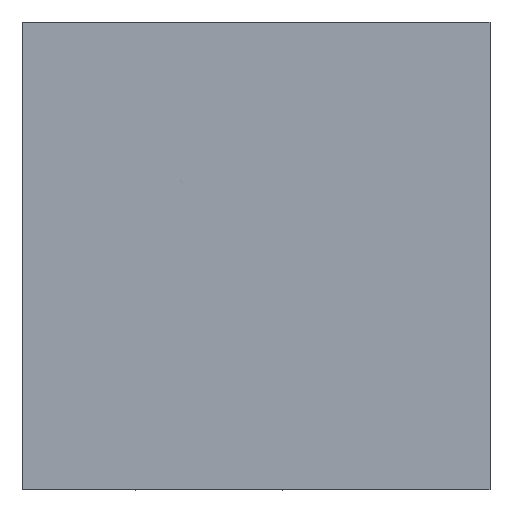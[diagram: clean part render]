
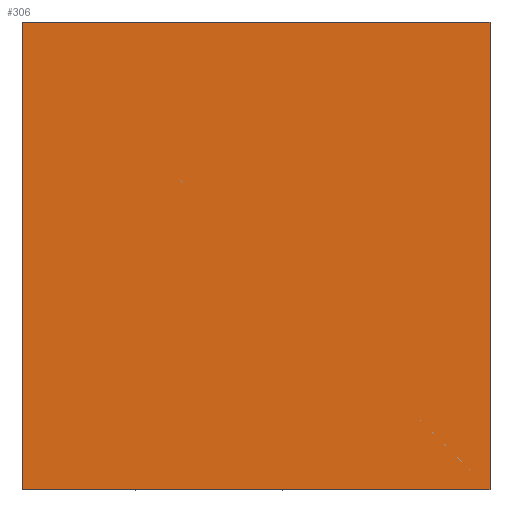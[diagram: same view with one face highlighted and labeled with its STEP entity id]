
A CAD part, front view. The second image highlights one B-rep face of the part: STEP entity #306.
In plain terms, the highlighted planar face has unit normal (0, -1, 0).
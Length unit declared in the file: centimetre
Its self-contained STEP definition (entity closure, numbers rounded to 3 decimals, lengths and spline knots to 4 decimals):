
#109=VECTOR('',#365,1.);
#111=VECTOR('',#368,1.);
#112=VECTOR('',#369,1.);
#113=VECTOR('',#370,1.);
#121=LINE('',#424,#109);
#123=LINE('',#428,#111);
#124=LINE('',#430,#112);
#125=LINE('',#432,#113);
#132=PLANE('',#326);
#146=VERTEX_POINT('',#423);
#147=VERTEX_POINT('',#425);
#148=VERTEX_POINT('',#429);
#149=VERTEX_POINT('',#431);
#179=EDGE_CURVE('',#147,#146,#121,.T.);
#181=EDGE_CURVE('',#146,#148,#123,.T.);
#182=EDGE_CURVE('',#149,#148,#124,.T.);
#183=EDGE_CURVE('',#147,#149,#125,.T.);
#208=ORIENTED_EDGE('',*,*,#181,.T.);
#209=ORIENTED_EDGE('',*,*,#182,.F.);
#210=ORIENTED_EDGE('',*,*,#183,.F.);
#211=ORIENTED_EDGE('',*,*,#179,.T.);
#250=EDGE_LOOP('',(#208,#209,#210,#211));
#280=FACE_BOUND('',#250,.T.);
#306=ADVANCED_FACE('',(#280),#132,.T.);
#326=AXIS2_PLACEMENT_3D('',#427,#367,$);
#365=DIRECTION('',(0.,0.,1.));
#367=DIRECTION('',(0.,-1.,0.));
#368=DIRECTION('',(-1.,0.,0.));
#369=DIRECTION('',(0.,0.,1.));
#370=DIRECTION('',(-1.,0.,0.));
#423=CARTESIAN_POINT('',(1.27,0.,1.27));
#424=CARTESIAN_POINT('',(1.27,0.,0.));
#425=CARTESIAN_POINT('',(1.27,0.,0.));
#427=CARTESIAN_POINT('',(0.635,0.,0.));
#428=CARTESIAN_POINT('',(1.27,0.,1.27));
#429=CARTESIAN_POINT('',(0.,0.,1.27));
#430=CARTESIAN_POINT('',(0.,0.,0.));
#431=CARTESIAN_POINT('',(0.,0.,0.));
#432=CARTESIAN_POINT('',(1.27,0.,0.));
